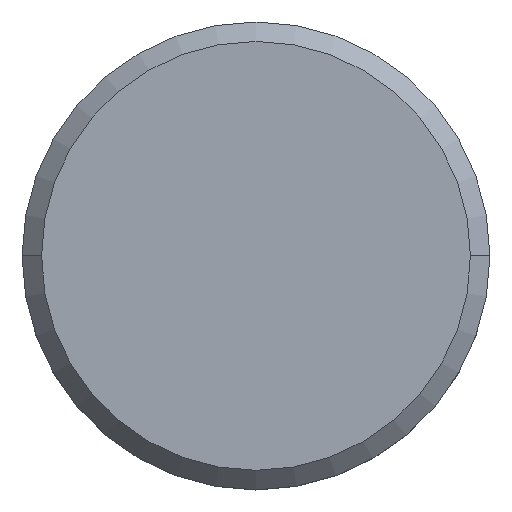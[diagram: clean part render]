
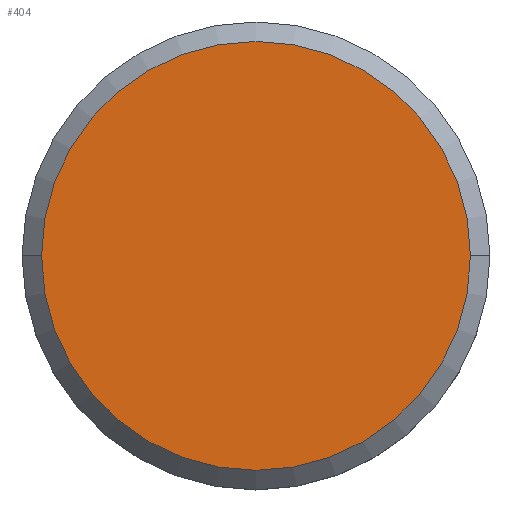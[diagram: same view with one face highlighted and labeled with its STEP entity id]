
A CAD part, top view. The second image highlights one B-rep face of the part: STEP entity #404.
In plain terms, the highlighted planar face has unit normal (0, 0, 1).
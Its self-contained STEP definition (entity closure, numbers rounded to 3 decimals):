
#45 = VERTEX_POINT ( 'NONE', #387 ) ;
#49 = CIRCLE ( 'NONE', #192, 5.5 ) ;
#64 = CARTESIAN_POINT ( 'NONE',  ( 0., 0., 0. ) ) ;
#66 = AXIS2_PLACEMENT_3D ( 'NONE', #64, #453, #350 ) ;
#83 = DIRECTION ( 'NONE',  ( 1., 0., 0. ) ) ;
#99 = EDGE_CURVE ( 'NONE', #378, #45, #167, .T. ) ;
#118 = CARTESIAN_POINT ( 'NONE',  ( 0., 0., 0. ) ) ;
#123 = FACE_OUTER_BOUND ( 'NONE', #270, .T. ) ;
#147 = EDGE_CURVE ( 'NONE', #45, #378, #49, .T. ) ;
#167 = CIRCLE ( 'NONE', #66, 5.5 ) ;
#192 = AXIS2_PLACEMENT_3D ( 'NONE', #281, #317, #212 ) ;
#203 = PLANE ( 'NONE',  #227 ) ;
#212 = DIRECTION ( 'NONE',  ( 1., 0., 0. ) ) ;
#227 = AXIS2_PLACEMENT_3D ( 'NONE', #118, #439, #83 ) ;
#235 = ORIENTED_EDGE ( 'NONE', *, *, #147, .T. ) ;
#270 = EDGE_LOOP ( 'NONE', ( #437, #235 ) ) ;
#281 = CARTESIAN_POINT ( 'NONE',  ( 0., 0., 0. ) ) ;
#317 = DIRECTION ( 'NONE',  ( 0., 0., 1. ) ) ;
#350 = DIRECTION ( 'NONE',  ( 1., 0., 0. ) ) ;
#375 = CARTESIAN_POINT ( 'NONE',  ( -5.5, 0., 0. ) ) ;
#378 = VERTEX_POINT ( 'NONE', #375 ) ;
#387 = CARTESIAN_POINT ( 'NONE',  ( 5.5, 0., 0. ) ) ;
#404 = ADVANCED_FACE ( 'NONE', ( #123 ), #203, .T. ) ;
#437 = ORIENTED_EDGE ( 'NONE', *, *, #99, .T. ) ;
#439 = DIRECTION ( 'NONE',  ( 0., 0., 1. ) ) ;
#453 = DIRECTION ( 'NONE',  ( 0., 0., 1. ) ) ;
